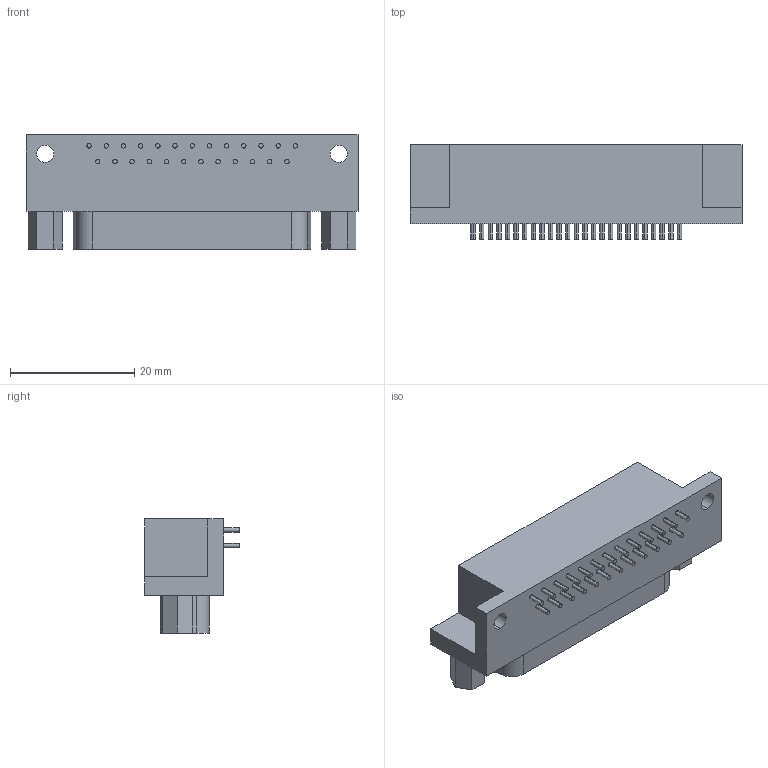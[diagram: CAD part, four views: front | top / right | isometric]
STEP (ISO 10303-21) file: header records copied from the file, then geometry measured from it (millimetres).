
FILE_DESCRIPTION (( 'STEP AP214' ), '1' );
FILE_NAME ('66F4CD6B-AD1F-4C67-BA35-C9F04EF9BEC4.STEP', '2008-07-04T10:48:07', ( 'Solidworks' ), ( 'Solidworks' ), 'SwSTEP 2.0', 'SolidWorks 2008', '' );
FILE_SCHEMA (( 'AUTOMOTIVE_DESIGN' ));
Length unit declared in the file: millimetre
Products named in the file (1): 66F4CD6B-AD1F-4C67-BA35-C9F04EF9BEC4
Bounding box: 53.47 x 15.24 x 18.4 mm (x, y, z)
Volume: 9013.1 mm3; surface area: 4380.5 mm2
Topology: 1 solids, 1 shells, 196 faces, 417 edges, 278 vertices
Faces by surface type: cylinder 113, plane 83
Entity records: 5682 total; most frequent: DIRECTION 1037, CARTESIAN_POINT 892, ORIENTED_EDGE 834, AXIS2_PLACEMENT_3D 423, EDGE_CURVE 417, VERTEX_POINT 278, EDGE_LOOP 255, CIRCLE 226
